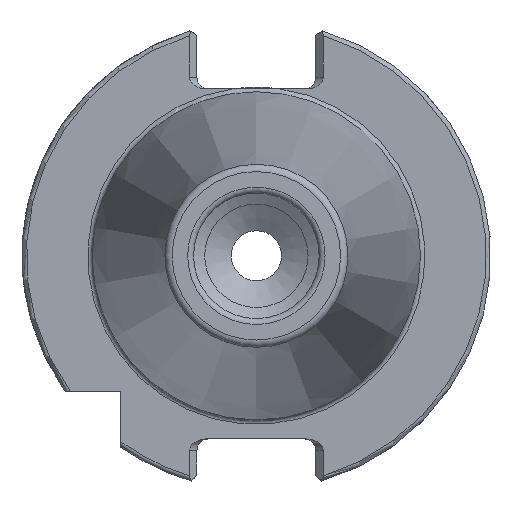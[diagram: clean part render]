
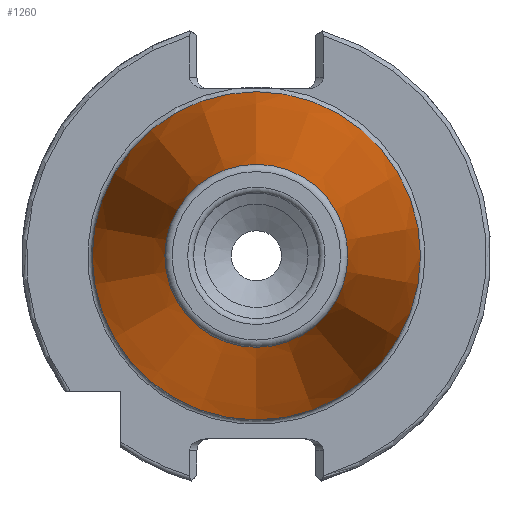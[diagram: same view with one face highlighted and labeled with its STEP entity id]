
A CAD part, left-side view. The second image highlights one B-rep face of the part: STEP entity #1260.
In plain terms, the highlighted conical face has half-angle 8.297 degrees and reference radius 22.225 mm.
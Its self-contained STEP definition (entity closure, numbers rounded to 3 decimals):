
#219 = DIRECTION ( 'NONE',  ( 0., 0., -1. ) ) ;
#764 = ORIENTED_EDGE ( 'NONE', *, *, #3988, .F. ) ;
#777 = DIRECTION ( 'NONE',  ( 0., 0., 1. ) ) ;
#824 = CIRCLE ( 'NONE', #3112, 22.225 ) ;
#845 = EDGE_LOOP ( 'NONE', ( #764 ) ) ;
#876 = FACE_OUTER_BOUND ( 'NONE', #1652, .T. ) ;
#905 = CARTESIAN_POINT ( 'NONE',  ( -67.394, 0., 0. ) ) ;
#959 = VERTEX_POINT ( 'NONE', #2216 ) ;
#1016 = VERTEX_POINT ( 'NONE', #2585 ) ;
#1260 = ADVANCED_FACE ( 'NONE', ( #3747, #876 ), #2643, .T. ) ;
#1566 = DIRECTION ( 'NONE',  ( -1., 0., 0. ) ) ;
#1652 = EDGE_LOOP ( 'NONE', ( #3717 ) ) ;
#2204 = DIRECTION ( 'NONE',  ( 1., 0., 0. ) ) ;
#2216 = CARTESIAN_POINT ( 'NONE',  ( 0., 0., 22.225 ) ) ;
#2580 = AXIS2_PLACEMENT_3D ( 'NONE', #905, #1566, #3241 ) ;
#2585 = CARTESIAN_POINT ( 'NONE',  ( -67.394, 0., 12.397 ) ) ;
#2595 = EDGE_CURVE ( 'NONE', #959, #959, #824, .T. ) ;
#2643 = CONICAL_SURFACE ( 'NONE', #3348, 22.225, 0.145 ) ;
#3069 = CARTESIAN_POINT ( 'NONE',  ( 0., 0., 0. ) ) ;
#3112 = AXIS2_PLACEMENT_3D ( 'NONE', #3069, #3394, #777 ) ;
#3191 = CARTESIAN_POINT ( 'NONE',  ( 0., 0., 0. ) ) ;
#3201 = CIRCLE ( 'NONE', #2580, 12.397 ) ;
#3241 = DIRECTION ( 'NONE',  ( 0., 0., 1. ) ) ;
#3348 = AXIS2_PLACEMENT_3D ( 'NONE', #3191, #2204, #219 ) ;
#3394 = DIRECTION ( 'NONE',  ( -1., 0., 0. ) ) ;
#3717 = ORIENTED_EDGE ( 'NONE', *, *, #2595, .T. ) ;
#3747 = FACE_BOUND ( 'NONE', #845, .T. ) ;
#3988 = EDGE_CURVE ( 'NONE', #1016, #1016, #3201, .T. ) ;
